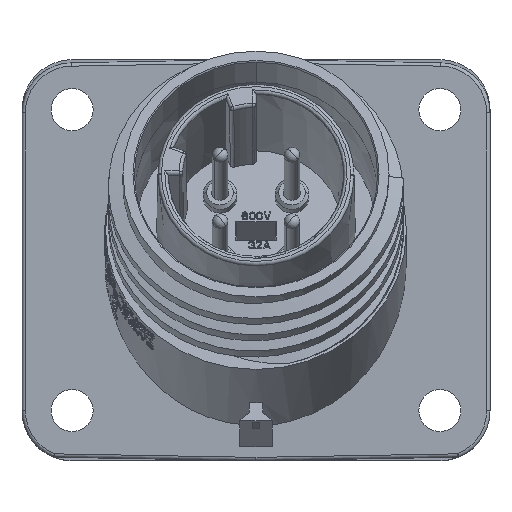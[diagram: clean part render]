
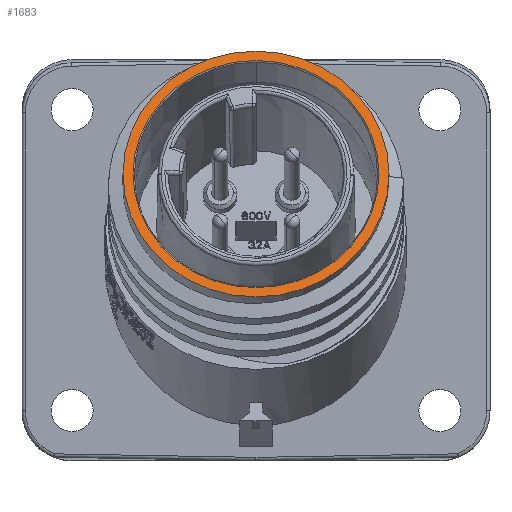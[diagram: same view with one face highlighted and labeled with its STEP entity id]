
A CAD part, top view. The second image highlights one B-rep face of the part: STEP entity #1683.
In plain terms, the highlighted planar face has unit normal (0, 0.383, 0.924).
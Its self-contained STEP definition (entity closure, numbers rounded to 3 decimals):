
#1683=ADVANCED_FACE('',(#6819,#6820),#6821,.T.);
#6819=FACE_OUTER_BOUND('',#16341,.T.);
#6820=FACE_BOUND('',#16342,.T.);
#6821=PLANE('',#16343);
#16341=EDGE_LOOP('',(#34945,#34946));
#16342=EDGE_LOOP('',(#34947,#34948,#34949,#34950));
#16343=AXIS2_PLACEMENT_3D('',#34951,#34952,#34953);
#34945=ORIENTED_EDGE('',*,*,#53888,.T.);
#34946=ORIENTED_EDGE('',*,*,#53891,.T.);
#34947=ORIENTED_EDGE('',*,*,#48302,.T.);
#34948=ORIENTED_EDGE('',*,*,#53892,.T.);
#34949=ORIENTED_EDGE('',*,*,#53893,.T.);
#34950=ORIENTED_EDGE('',*,*,#48307,.T.);
#34951=CARTESIAN_POINT('',(0.0,43.036,19.401));
#34952=DIRECTION('',(0.0,0.383,0.924));
#34953=DIRECTION('',(1.0,-0.0,0.0));
#48302=EDGE_CURVE('',#57555,#57552,#57556,.T.);
#48307=EDGE_CURVE('',#57561,#57555,#57564,.T.);
#53888=EDGE_CURVE('',#67202,#67203,#67204,.T.);
#53891=EDGE_CURVE('',#67203,#67202,#67207,.T.);
#53892=EDGE_CURVE('',#57552,#67208,#67209,.T.);
#53893=EDGE_CURVE('',#67208,#57561,#67210,.T.);
#57552=VERTEX_POINT('',#73178);
#57555=VERTEX_POINT('',#73182);
#57556=CIRCLE('',#73183,18.4);
#57561=VERTEX_POINT('',#73189);
#57564=CIRCLE('',#73193,18.4);
#67202=VERTEX_POINT('',#92317);
#67203=VERTEX_POINT('',#92318);
#67204=CIRCLE('',#92319,19.9);
#67207=CIRCLE('',#92324,19.9);
#67208=VERTEX_POINT('',#92325);
#67209=CIRCLE('',#92326,18.4);
#67210=CIRCLE('',#92327,18.4);
#73178=CARTESIAN_POINT('',(-18.4,12.82,31.918));
#73182=CARTESIAN_POINT('',(0.,-4.179,38.959));
#73183=AXIS2_PLACEMENT_3D('',#103266,#103267,#103268);
#73189=CARTESIAN_POINT('',(18.4,12.82,31.918));
#73193=AXIS2_PLACEMENT_3D('',#103277,#103278,#103279);
#92317=CARTESIAN_POINT('',(19.9,12.82,31.918));
#92318=CARTESIAN_POINT('',(-19.9,12.82,31.918));
#92319=AXIS2_PLACEMENT_3D('',#109213,#109214,#109215);
#92324=AXIS2_PLACEMENT_3D('',#109218,#109219,#109220);
#92325=CARTESIAN_POINT('',(0.,29.819,24.876));
#92326=AXIS2_PLACEMENT_3D('',#109221,#109222,#109223);
#92327=AXIS2_PLACEMENT_3D('',#109224,#109225,#109226);
#103266=CARTESIAN_POINT('',(0.,12.82,31.918));
#103267=DIRECTION('',(0.0,-0.383,-0.924));
#103268=DIRECTION('',(0.0,-0.924,0.383));
#103277=CARTESIAN_POINT('',(0.,12.82,31.918));
#103278=DIRECTION('',(0.0,-0.383,-0.924));
#103279=DIRECTION('',(0.0,0.924,-0.383));
#109213=CARTESIAN_POINT('',(0.0,12.82,31.918));
#109214=DIRECTION('',(-0.0,0.383,0.924));
#109215=DIRECTION('',(1.0,0.0,0.0));
#109218=CARTESIAN_POINT('',(0.0,12.82,31.918));
#109219=DIRECTION('',(0.0,0.383,0.924));
#109220=DIRECTION('',(-1.0,0.0,0.0));
#109221=CARTESIAN_POINT('',(0.,12.82,31.918));
#109222=DIRECTION('',(0.0,-0.383,-0.924));
#109223=DIRECTION('',(0.0,-0.924,0.383));
#109224=CARTESIAN_POINT('',(0.,12.82,31.918));
#109225=DIRECTION('',(0.0,-0.383,-0.924));
#109226=DIRECTION('',(0.0,0.924,-0.383));
